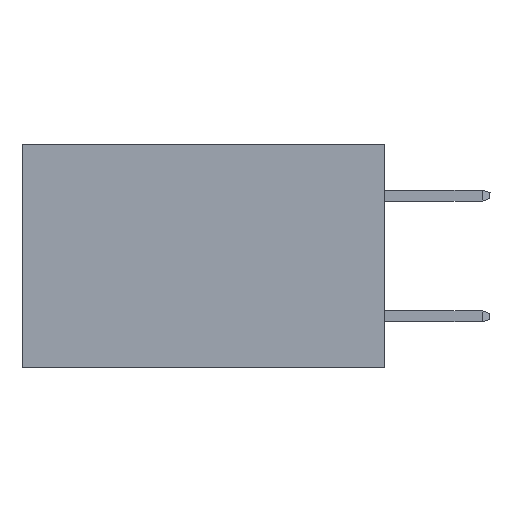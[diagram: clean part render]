
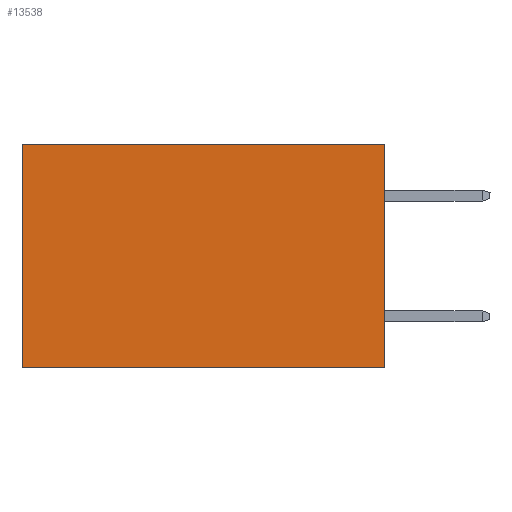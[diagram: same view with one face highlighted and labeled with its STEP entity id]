
A CAD part, left-side view. The second image highlights one B-rep face of the part: STEP entity #13538.
In plain terms, the highlighted planar face has unit normal (-1, 0, 0).
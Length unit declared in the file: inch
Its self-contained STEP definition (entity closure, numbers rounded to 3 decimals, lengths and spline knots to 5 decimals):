
#535 = CARTESIAN_POINT ( 'NONE',  ( 0.298, 0.6, 0. ) ) ;
#1197 = VECTOR ( 'NONE', #17005, 39.37008 ) ;
#1297 = VECTOR ( 'NONE', #23307, 39.37008 ) ;
#1413 = DIRECTION ( 'NONE',  ( 0., 1., 0. ) ) ;
#2488 = PLANE ( 'NONE',  #28090 ) ;
#4132 = LINE ( 'NONE', #29752, #10143 ) ;
#4511 = CARTESIAN_POINT ( 'NONE',  ( 0.298, 0., -0.37 ) ) ;
#5490 = VERTEX_POINT ( 'NONE', #4511 ) ;
#5840 = CARTESIAN_POINT ( 'NONE',  ( 0.298, 0., 0. ) ) ;
#6304 = EDGE_CURVE ( 'NONE', #9602, #16598, #4132, .T. ) ;
#6665 = CARTESIAN_POINT ( 'NONE',  ( 0.298, 0.6, -0.37 ) ) ;
#7358 = LINE ( 'NONE', #5840, #1297 ) ;
#9602 = VERTEX_POINT ( 'NONE', #535 ) ;
#9640 = LINE ( 'NONE', #29254, #1197 ) ;
#10143 = VECTOR ( 'NONE', #13854, 39.37008 ) ;
#11994 = VECTOR ( 'NONE', #1413, 39.37008 ) ;
#12339 = ORIENTED_EDGE ( 'NONE', *, *, #17960, .T. ) ;
#12724 = DIRECTION ( 'NONE',  ( 0., 0., -1. ) ) ;
#13538 = ADVANCED_FACE ( 'NONE', ( #30295 ), #2488, .F. ) ;
#13854 = DIRECTION ( 'NONE',  ( 0., 0., -1. ) ) ;
#13970 = ORIENTED_EDGE ( 'NONE', *, *, #15375, .F. ) ;
#14103 = CARTESIAN_POINT ( 'NONE',  ( 0.298, 0., 0. ) ) ;
#14402 = ORIENTED_EDGE ( 'NONE', *, *, #22183, .F. ) ;
#14466 = CARTESIAN_POINT ( 'NONE',  ( 0.298, 0., 0. ) ) ;
#15375 = EDGE_CURVE ( 'NONE', #5490, #16598, #9640, .T. ) ;
#16598 = VERTEX_POINT ( 'NONE', #6665 ) ;
#17005 = DIRECTION ( 'NONE',  ( 0., 1., 0. ) ) ;
#17960 = EDGE_CURVE ( 'NONE', #20250, #9602, #25923, .T. ) ;
#20250 = VERTEX_POINT ( 'NONE', #14466 ) ;
#20487 = EDGE_LOOP ( 'NONE', ( #30720, #13970, #14402, #12339 ) ) ;
#22183 = EDGE_CURVE ( 'NONE', #20250, #5490, #7358, .T. ) ;
#23307 = DIRECTION ( 'NONE',  ( 0., 0., -1. ) ) ;
#25923 = LINE ( 'NONE', #14103, #11994 ) ;
#27510 = DIRECTION ( 'NONE',  ( 1., 0., 0. ) ) ;
#28090 = AXIS2_PLACEMENT_3D ( 'NONE', #30679, #27510, #12724 ) ;
#29254 = CARTESIAN_POINT ( 'NONE',  ( 0.298, 0., -0.37 ) ) ;
#29752 = CARTESIAN_POINT ( 'NONE',  ( 0.298, 0.6, 0. ) ) ;
#30295 = FACE_OUTER_BOUND ( 'NONE', #20487, .T. ) ;
#30679 = CARTESIAN_POINT ( 'NONE',  ( 0.298, 0., 0. ) ) ;
#30720 = ORIENTED_EDGE ( 'NONE', *, *, #6304, .T. ) ;
